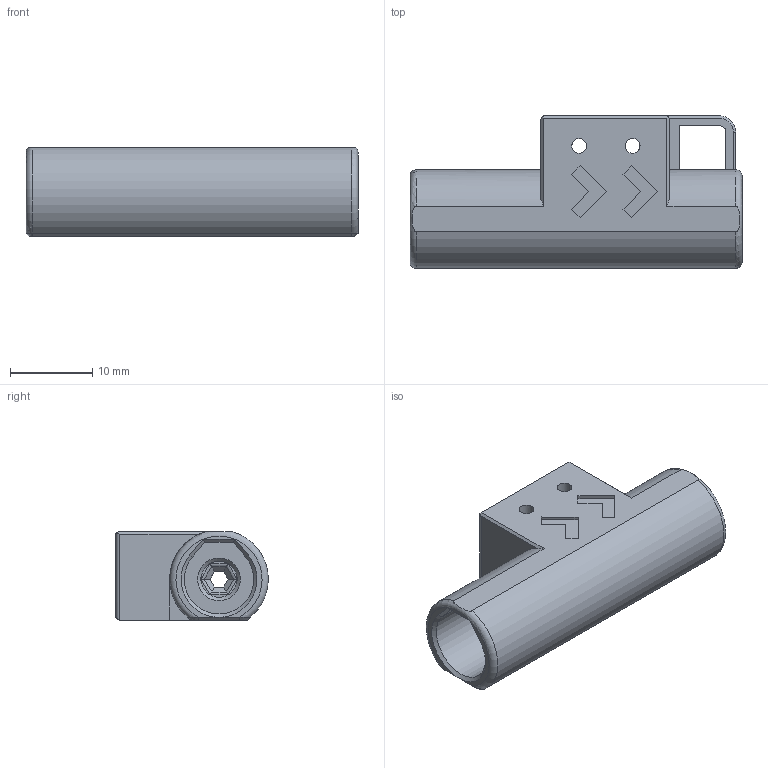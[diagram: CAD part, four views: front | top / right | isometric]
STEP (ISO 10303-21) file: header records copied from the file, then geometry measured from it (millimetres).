
FILE_DESCRIPTION(/* description */ ('STEP AP214'),/* implementation_level */ '2;1');
FILE_NAME(/* name */ 'Standalone lever switch pre-gate sensor v51.step',/* time_stamp */ '2024-10-24T13:35:53+01:00',/* author */ (''),/* organization */ (''),/* preprocessor_version */ 'ST-DEVELOPER v20',/* originating_system */ 'Autodesk Translation Framework v13.20.0.188',/* authorisation */ '');
FILE_SCHEMA (('AUTOMOTIVE_DESIGN { 1 0 10303 214 3 1 1 }'));
Length unit declared in the file: millimetre
Products named in the file (1): Filament_Path_Sensored
Bounding box: 40.41 x 18.57 x 10.8 mm (x, y, z)
Volume: 3775.9 mm3; surface area: 3212.7 mm2
Topology: 1 solids, 1 shells, 237 faces, 640 edges, 403 vertices
Faces by surface type: plane 142, cylinder 37, bspline 35, cone 18, torus 5
Full cylindrical faces by diameter (mm): 1.8 x2, 4 x2, 4.4 x2
Entity records: 8501 total; most frequent: CARTESIAN_POINT 2816, ORIENTED_EDGE 1280, DIRECTION 1043, EDGE_CURVE 640, VERTEX_POINT 403, AXIS2_PLACEMENT_3D 349, LINE 345, VECTOR 345
